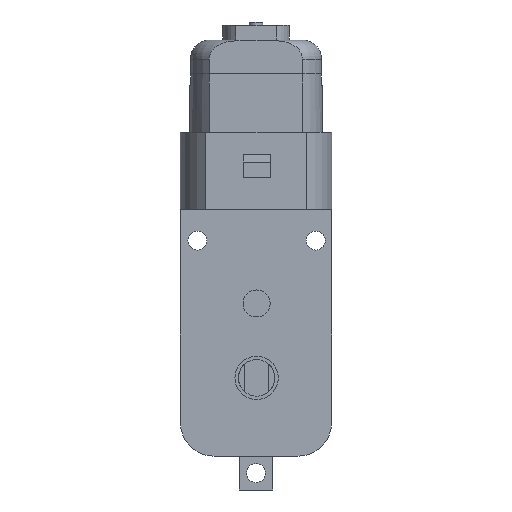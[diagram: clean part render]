
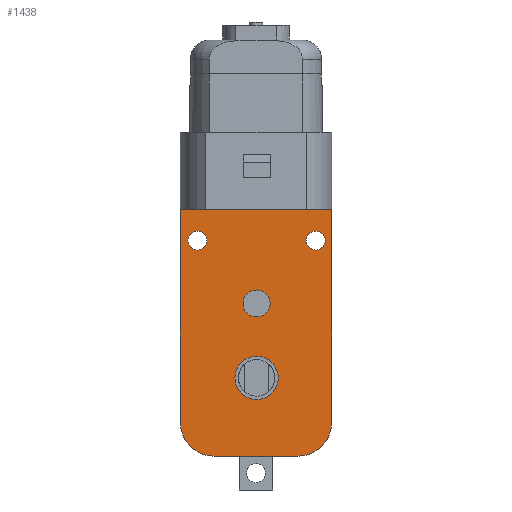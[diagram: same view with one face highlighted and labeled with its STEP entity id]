
A CAD part, left-side view. The second image highlights one B-rep face of the part: STEP entity #1438.
In plain terms, the highlighted planar face has unit normal (-1, 0, 0).
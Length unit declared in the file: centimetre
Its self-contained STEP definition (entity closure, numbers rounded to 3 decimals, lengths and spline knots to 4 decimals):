
#84=LINE('',#2188,#217);
#90=LINE('',#2210,#223);
#91=LINE('',#2214,#224);
#92=LINE('',#2217,#225);
#217=VECTOR('',#1799,1.);
#223=VECTOR('',#1823,1.);
#224=VECTOR('',#1826,1.);
#225=VECTOR('',#1829,1.);
#323=PLANE('',#1561);
#367=FACE_BOUND('',#508,.T.);
#368=FACE_BOUND('',#509,.T.);
#369=FACE_BOUND('',#510,.T.);
#370=FACE_BOUND('',#511,.T.);
#415=FACE_OUTER_BOUND('',#507,.T.);
#507=EDGE_LOOP('',(#1088,#1089,#1090,#1091,#1092,#1093));
#508=EDGE_LOOP('',(#1094));
#509=EDGE_LOOP('',(#1095));
#510=EDGE_LOOP('',(#1096));
#511=EDGE_LOOP('',(#1097));
#562=CIRCLE('',#1504,0.2);
#564=CIRCLE('',#1508,0.32);
#584=CIRCLE('',#1556,0.14);
#586=CIRCLE('',#1559,0.14);
#588=CIRCLE('',#1562,0.5);
#589=CIRCLE('',#1563,0.5);
#616=VERTEX_POINT('',#2047);
#618=VERTEX_POINT('',#2053);
#662=VERTEX_POINT('',#2185);
#663=VERTEX_POINT('',#2187);
#666=VERTEX_POINT('',#2199);
#668=VERTEX_POINT('',#2204);
#670=VERTEX_POINT('',#2209);
#671=VERTEX_POINT('',#2211);
#672=VERTEX_POINT('',#2213);
#673=VERTEX_POINT('',#2215);
#749=EDGE_CURVE('',#616,#616,#562,.T.);
#751=EDGE_CURVE('',#618,#618,#564,.T.);
#815=EDGE_CURVE('',#663,#662,#84,.T.);
#821=EDGE_CURVE('',#666,#666,#584,.T.);
#823=EDGE_CURVE('',#668,#668,#586,.T.);
#825=EDGE_CURVE('',#662,#670,#90,.T.);
#826=EDGE_CURVE('',#670,#671,#588,.T.);
#827=EDGE_CURVE('',#671,#672,#91,.T.);
#828=EDGE_CURVE('',#672,#673,#589,.T.);
#829=EDGE_CURVE('',#673,#663,#92,.T.);
#1088=ORIENTED_EDGE('',*,*,#825,.T.);
#1089=ORIENTED_EDGE('',*,*,#826,.T.);
#1090=ORIENTED_EDGE('',*,*,#827,.T.);
#1091=ORIENTED_EDGE('',*,*,#828,.T.);
#1092=ORIENTED_EDGE('',*,*,#829,.T.);
#1093=ORIENTED_EDGE('',*,*,#815,.T.);
#1094=ORIENTED_EDGE('',*,*,#749,.T.);
#1095=ORIENTED_EDGE('',*,*,#751,.T.);
#1096=ORIENTED_EDGE('',*,*,#821,.T.);
#1097=ORIENTED_EDGE('',*,*,#823,.T.);
#1438=ADVANCED_FACE('',(#415,#367,#368,#369,#370),#323,.F.);
#1504=AXIS2_PLACEMENT_3D('',#2048,#1657,#1658);
#1508=AXIS2_PLACEMENT_3D('',#2054,#1665,#1666);
#1556=AXIS2_PLACEMENT_3D('',#2200,#1811,#1812);
#1559=AXIS2_PLACEMENT_3D('',#2205,#1817,#1818);
#1561=AXIS2_PLACEMENT_3D('',#2208,#1821,#1822);
#1562=AXIS2_PLACEMENT_3D('',#2212,#1824,#1825);
#1563=AXIS2_PLACEMENT_3D('',#2216,#1827,#1828);
#1657=DIRECTION('center_axis',(1.,0.,0.));
#1658=DIRECTION('ref_axis',(0.,0.,-1.));
#1665=DIRECTION('center_axis',(1.,0.,0.));
#1666=DIRECTION('ref_axis',(0.,0.,-1.));
#1799=DIRECTION('',(0.,1.,0.));
#1811=DIRECTION('center_axis',(1.,0.,0.));
#1812=DIRECTION('ref_axis',(0.,-1.,0.));
#1817=DIRECTION('center_axis',(1.,0.,0.));
#1818=DIRECTION('ref_axis',(0.,-1.,0.));
#1821=DIRECTION('center_axis',(1.,0.,0.));
#1822=DIRECTION('ref_axis',(0.,0.,-1.));
#1823=DIRECTION('',(0.,0.,-1.));
#1824=DIRECTION('center_axis',(-1.,0.,0.));
#1825=DIRECTION('ref_axis',(0.,0.,1.));
#1826=DIRECTION('',(0.,-1.,0.));
#1827=DIRECTION('center_axis',(-1.,0.,0.));
#1828=DIRECTION('ref_axis',(0.,1.,0.));
#1829=DIRECTION('',(0.,0.,1.));
#2047=CARTESIAN_POINT('',(-0.932,1.1109,-0.0407));
#2048=CARTESIAN_POINT('Origin',(-0.932,1.1109,-0.2407));
#2053=CARTESIAN_POINT('',(-0.932,1.1109,-1.0207));
#2054=CARTESIAN_POINT('Origin',(-0.932,1.1109,-1.3407));
#2185=CARTESIAN_POINT('',(-0.932,2.24,1.15));
#2187=CARTESIAN_POINT('',(-0.932,0.,1.15));
#2188=CARTESIAN_POINT('',(-0.932,0.,1.15));
#2199=CARTESIAN_POINT('',(-0.932,0.3759,0.6893));
#2200=CARTESIAN_POINT('Origin',(-0.932,0.2359,0.6893));
#2204=CARTESIAN_POINT('',(-0.932,2.1259,0.6893));
#2205=CARTESIAN_POINT('Origin',(-0.932,1.9859,0.6893));
#2208=CARTESIAN_POINT('Origin',(-0.932,1.12,-0.5414));
#2209=CARTESIAN_POINT('',(-0.932,2.24,-2.));
#2210=CARTESIAN_POINT('',(-0.932,2.24,1.15));
#2211=CARTESIAN_POINT('',(-0.932,1.74,-2.5));
#2212=CARTESIAN_POINT('Origin',(-0.932,1.74,-2.));
#2213=CARTESIAN_POINT('',(-0.932,0.5,-2.5));
#2214=CARTESIAN_POINT('',(-0.932,1.74,-2.5));
#2215=CARTESIAN_POINT('',(-0.932,0.,-2.));
#2216=CARTESIAN_POINT('Origin',(-0.932,0.5,-2.));
#2217=CARTESIAN_POINT('',(-0.932,0.,-2.));
